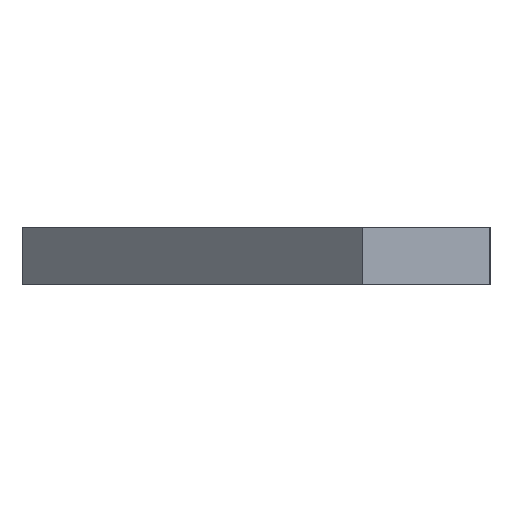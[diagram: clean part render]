
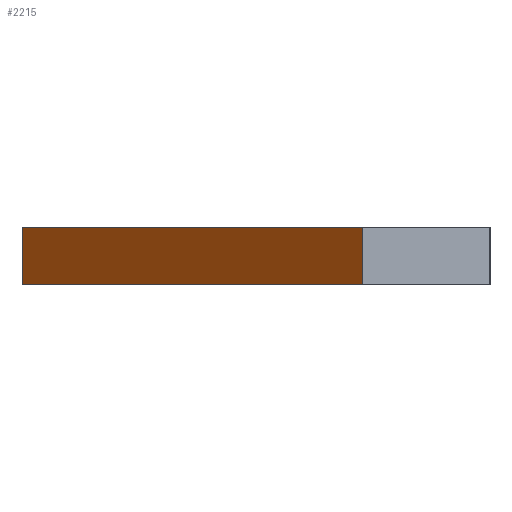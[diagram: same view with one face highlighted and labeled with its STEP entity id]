
A CAD part, left-side view. The second image highlights one B-rep face of the part: STEP entity #2215.
In plain terms, the highlighted planar face has unit normal (-0.707, 0.707, 0).
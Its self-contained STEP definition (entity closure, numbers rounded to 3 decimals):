
#42=PLANE('',#2396);
#159=LINE('',#3239,#430);
#192=LINE('',#3333,#463);
#300=LINE('',#3590,#571);
#301=LINE('',#3592,#572);
#430=VECTOR('',#2577,1000.);
#463=VECTOR('',#2640,1000.);
#571=VECTOR('',#2848,1000.);
#572=VECTOR('',#2851,1000.);
#978=ORIENTED_EDGE('',*,*,#1421,.F.);
#979=ORIENTED_EDGE('',*,*,#1553,.F.);
#980=ORIENTED_EDGE('',*,*,#1374,.T.);
#981=ORIENTED_EDGE('',*,*,#1552,.T.);
#1374=EDGE_CURVE('',#1702,#1701,#159,.T.);
#1421=EDGE_CURVE('',#1747,#1748,#192,.T.);
#1552=EDGE_CURVE('',#1701,#1748,#300,.T.);
#1553=EDGE_CURVE('',#1702,#1747,#301,.T.);
#1701=VERTEX_POINT('',#3238);
#1702=VERTEX_POINT('',#3240);
#1747=VERTEX_POINT('',#3332);
#1748=VERTEX_POINT('',#3334);
#1945=EDGE_LOOP('',(#978,#979,#980,#981));
#2072=FACE_BOUND('',#1945,.T.);
#2215=ADVANCED_FACE('',(#2072),#42,.T.);
#2396=AXIS2_PLACEMENT_3D('',#3591,#2849,#2850);
#2577=DIRECTION('',(0.707,0.707,0.));
#2640=DIRECTION('',(0.707,0.707,0.));
#2848=DIRECTION('',(0.,0.,-1.));
#2849=DIRECTION('',(-0.707,0.707,0.));
#2850=DIRECTION('',(-0.707,-0.707,0.));
#2851=DIRECTION('',(0.,0.,-1.));
#3238=CARTESIAN_POINT('',(-141.421,152.735,9.));
#3239=CARTESIAN_POINT('',(-147.078,147.078,9.));
#3240=CARTESIAN_POINT('',(-194.373,99.784,9.));
#3332=CARTESIAN_POINT('',(-194.373,99.784,0.));
#3333=CARTESIAN_POINT('',(-147.078,147.078,0.));
#3334=CARTESIAN_POINT('',(-141.421,152.735,0.));
#3590=CARTESIAN_POINT('',(-141.421,152.735,9.));
#3591=CARTESIAN_POINT('',(-147.078,147.078,9.));
#3592=CARTESIAN_POINT('',(-194.373,99.784,9.));
